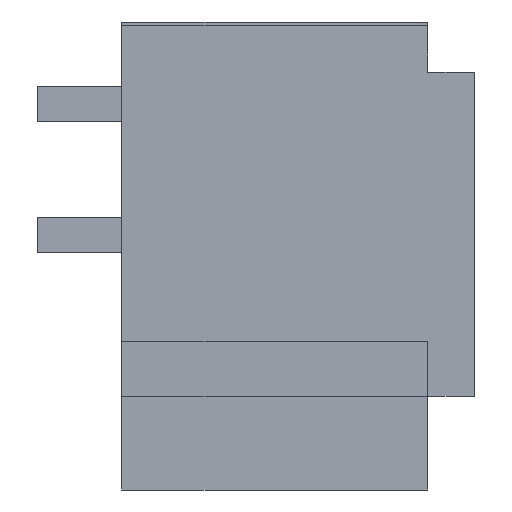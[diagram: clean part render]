
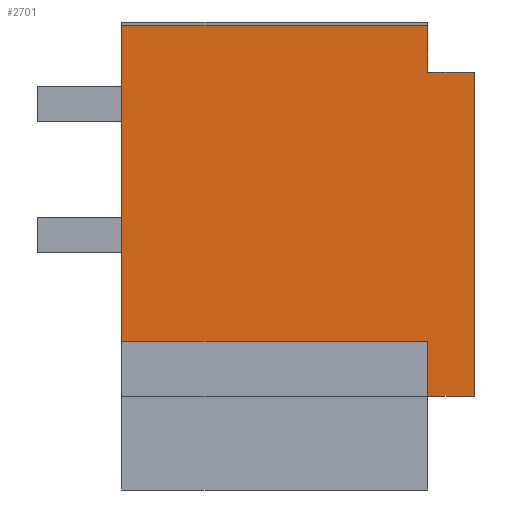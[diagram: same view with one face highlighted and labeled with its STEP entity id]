
A CAD part, left-side view. The second image highlights one B-rep face of the part: STEP entity #2701.
In plain terms, the highlighted planar face has unit normal (-1, 0, 0).
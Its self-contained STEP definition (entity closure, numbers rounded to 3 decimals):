
#90=DIRECTION('',(0.,1.,0.));
#91=VECTOR('',#90,261.5);
#92=CARTESIAN_POINT('',(40.,-333.5,-3.));
#93=LINE('',#92,#91);
#121=DIRECTION('',(0.,0.,-1.));
#122=VECTOR('',#121,277.);
#123=CARTESIAN_POINT('',(40.,-373.5,-43.));
#124=LINE('',#123,#122);
#125=DIRECTION('',(0.,1.,0.));
#126=VECTOR('',#125,261.5);
#127=CARTESIAN_POINT('',(40.,-333.5,-272.874));
#128=LINE('',#127,#126);
#129=DIRECTION('',(0.,0.,-1.));
#130=VECTOR('',#129,40.);
#131=CARTESIAN_POINT('',(40.,-333.5,-3.));
#132=LINE('',#131,#130);
#133=DIRECTION('',(0.,1.,0.));
#134=VECTOR('',#133,40.);
#135=CARTESIAN_POINT('',(40.,-373.5,-43.));
#136=LINE('',#135,#134);
#357=DIRECTION('',(0.,0.,1.));
#358=VECTOR('',#357,47.126);
#359=CARTESIAN_POINT('',(40.,-333.5,-320.));
#360=LINE('',#359,#358);
#473=DIRECTION('',(0.,1.,0.));
#474=VECTOR('',#473,40.);
#475=CARTESIAN_POINT('',(40.,-373.5,-320.));
#476=LINE('',#475,#474);
#629=DIRECTION('',(0.,0.,1.));
#630=VECTOR('',#629,269.874);
#631=CARTESIAN_POINT('',(40.,-72.,-272.874));
#632=LINE('',#631,#630);
#2326=CARTESIAN_POINT('',(40.,-72.,-272.874));
#2328=VERTEX_POINT('',#2326);
#2329=CARTESIAN_POINT('',(40.,-72.,-3.));
#2330=VERTEX_POINT('',#2329);
#2377=CARTESIAN_POINT('',(40.,-373.5,-43.));
#2379=VERTEX_POINT('',#2377);
#2385=CARTESIAN_POINT('',(40.,-333.5,-43.));
#2386=VERTEX_POINT('',#2385);
#2387=CARTESIAN_POINT('',(40.,-333.5,-3.));
#2388=VERTEX_POINT('',#2387);
#2393=CARTESIAN_POINT('',(40.,-333.5,-320.));
#2394=VERTEX_POINT('',#2393);
#2501=CARTESIAN_POINT('',(40.,-333.5,-272.874));
#2502=VERTEX_POINT('',#2501);
#2505=CARTESIAN_POINT('',(40.,-373.5,-320.));
#2506=VERTEX_POINT('',#2505);
#2680=CARTESIAN_POINT('',(40.,-373.5,-272.874));
#2681=DIRECTION('',(1.,0.,0.));
#2682=DIRECTION('',(0.,0.,1.));
#2683=AXIS2_PLACEMENT_3D('',#2680,#2681,#2682);
#2684=PLANE('',#2683);
#2686=ORIENTED_EDGE('',*,*,#2685,.T.);
#2688=ORIENTED_EDGE('',*,*,#2687,.T.);
#2690=ORIENTED_EDGE('',*,*,#2689,.T.);
#2692=ORIENTED_EDGE('',*,*,#2691,.T.);
#2694=ORIENTED_EDGE('',*,*,#2693,.T.);
#2695=ORIENTED_EDGE('',*,*,#2623,.F.);
#2696=ORIENTED_EDGE('',*,*,#2557,.T.);
#2698=ORIENTED_EDGE('',*,*,#2697,.F.);
#2699=EDGE_LOOP('',(#2686,#2688,#2690,#2692,#2694,#2695,#2696,#2698));
#2700=FACE_OUTER_BOUND('',#2699,.F.);
#2701=ADVANCED_FACE('',(#2700),#2684,.F.);
#2557=EDGE_CURVE('',#2388,#2386,#132,.T.);
#2623=EDGE_CURVE('',#2388,#2330,#93,.T.);
#2685=EDGE_CURVE('',#2379,#2506,#124,.T.);
#2687=EDGE_CURVE('',#2506,#2394,#476,.T.);
#2689=EDGE_CURVE('',#2394,#2502,#360,.T.);
#2691=EDGE_CURVE('',#2502,#2328,#128,.T.);
#2693=EDGE_CURVE('',#2328,#2330,#632,.T.);
#2697=EDGE_CURVE('',#2379,#2386,#136,.T.);
